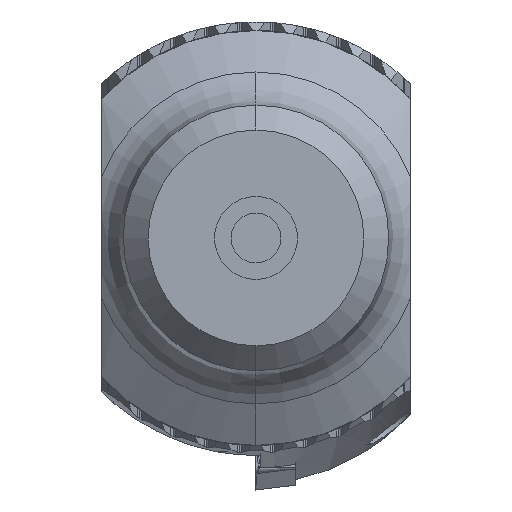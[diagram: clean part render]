
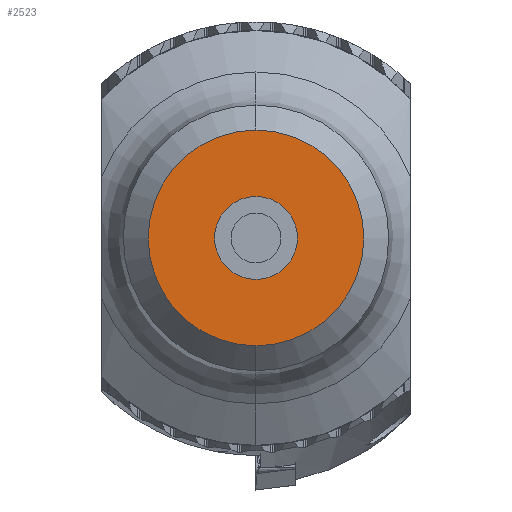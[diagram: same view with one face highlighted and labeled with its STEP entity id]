
A CAD part, left-side view. The second image highlights one B-rep face of the part: STEP entity #2523.
In plain terms, the highlighted planar face has unit normal (-1, 0, 0).
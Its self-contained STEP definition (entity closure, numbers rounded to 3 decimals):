
#423 = DIRECTION ( 'NONE',  ( 1., 0., 0. ) ) ;
#637 = CARTESIAN_POINT ( 'NONE',  ( -120., 0., -2.5 ) ) ;
#772 = AXIS2_PLACEMENT_3D ( 'NONE', #13170, #19942, #26289 ) ;
#1681 = EDGE_LOOP ( 'NONE', ( #5167, #19726 ) ) ;
#2497 = EDGE_CURVE ( 'NONE', #26936, #5747, #14676, .T. ) ;
#2523 = ADVANCED_FACE ( 'NONE', ( #25876, #17821 ), #15156, .T. ) ;
#2746 = DIRECTION ( 'NONE',  ( 1., 0., 0. ) ) ;
#3483 = EDGE_LOOP ( 'NONE', ( #4832, #19560 ) ) ;
#4832 = ORIENTED_EDGE ( 'NONE', *, *, #10609, .F. ) ;
#5167 = ORIENTED_EDGE ( 'NONE', *, *, #25160, .T. ) ;
#5747 = VERTEX_POINT ( 'NONE', #637 ) ;
#8206 = EDGE_CURVE ( 'NONE', #14161, #27252, #16738, .T. ) ;
#8792 = CARTESIAN_POINT ( 'NONE',  ( -120., 0., 0. ) ) ;
#8796 = DIRECTION ( 'NONE',  ( -1., 0., 0. ) ) ;
#9017 = DIRECTION ( 'NONE',  ( 0., 0., -1. ) ) ;
#10580 = AXIS2_PLACEMENT_3D ( 'NONE', #8792, #2746, #21640 ) ;
#10609 = EDGE_CURVE ( 'NONE', #27252, #14161, #26200, .T. ) ;
#11094 = CIRCLE ( 'NONE', #10580, 2.5 ) ;
#11274 = CARTESIAN_POINT ( 'NONE',  ( -120., 0., 0. ) ) ;
#13170 = CARTESIAN_POINT ( 'NONE',  ( -120., 0., 0. ) ) ;
#13449 = CARTESIAN_POINT ( 'NONE',  ( -120., 2.5, 0. ) ) ;
#14161 = VERTEX_POINT ( 'NONE', #20114 ) ;
#14641 = CARTESIAN_POINT ( 'NONE',  ( -120., 0., 0. ) ) ;
#14676 = CIRCLE ( 'NONE', #772, 2.5 ) ;
#15156 = PLANE ( 'NONE',  #18345 ) ;
#16738 = CIRCLE ( 'NONE', #18098, 6.5 ) ;
#16773 = CARTESIAN_POINT ( 'NONE',  ( -120., 0., -6.5 ) ) ;
#17401 = DIRECTION ( 'NONE',  ( 0., 0., 1. ) ) ;
#17821 = FACE_OUTER_BOUND ( 'NONE', #3483, .T. ) ;
#18098 = AXIS2_PLACEMENT_3D ( 'NONE', #11274, #423, #9017 ) ;
#18345 = AXIS2_PLACEMENT_3D ( 'NONE', #13449, #8796, #17401 ) ;
#19560 = ORIENTED_EDGE ( 'NONE', *, *, #8206, .F. ) ;
#19726 = ORIENTED_EDGE ( 'NONE', *, *, #2497, .T. ) ;
#19942 = DIRECTION ( 'NONE',  ( 1., 0., 0. ) ) ;
#20114 = CARTESIAN_POINT ( 'NONE',  ( -120., 0., 6.5 ) ) ;
#20260 = CARTESIAN_POINT ( 'NONE',  ( -120., 0., 2.5 ) ) ;
#21640 = DIRECTION ( 'NONE',  ( 0., 0., -1. ) ) ;
#24413 = AXIS2_PLACEMENT_3D ( 'NONE', #14641, #27889, #25377 ) ;
#25160 = EDGE_CURVE ( 'NONE', #5747, #26936, #11094, .T. ) ;
#25377 = DIRECTION ( 'NONE',  ( 0., 0., -1. ) ) ;
#25876 = FACE_BOUND ( 'NONE', #1681, .T. ) ;
#26200 = CIRCLE ( 'NONE', #24413, 6.5 ) ;
#26289 = DIRECTION ( 'NONE',  ( 0., 0., -1. ) ) ;
#26936 = VERTEX_POINT ( 'NONE', #20260 ) ;
#27252 = VERTEX_POINT ( 'NONE', #16773 ) ;
#27889 = DIRECTION ( 'NONE',  ( 1., 0., 0. ) ) ;
